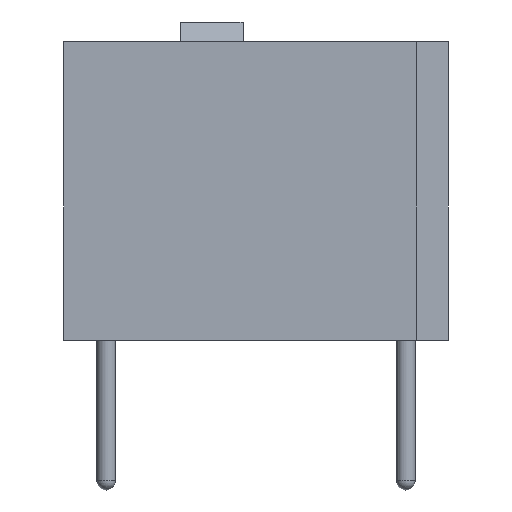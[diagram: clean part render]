
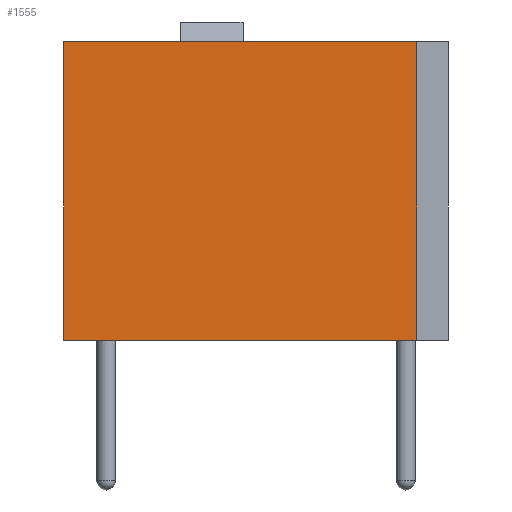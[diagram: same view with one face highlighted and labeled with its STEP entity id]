
A CAD part, left-side view. The second image highlights one B-rep face of the part: STEP entity #1555.
In plain terms, the highlighted planar face has unit normal (-1, 0, 0).
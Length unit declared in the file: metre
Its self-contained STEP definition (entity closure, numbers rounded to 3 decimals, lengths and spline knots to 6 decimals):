
#382=ORIENTED_EDGE('',*,*,#650,.T.);
#383=ORIENTED_EDGE('',*,*,#651,.T.);
#384=ORIENTED_EDGE('',*,*,#624,.F.);
#385=ORIENTED_EDGE('',*,*,#649,.T.);
#624=EDGE_CURVE('',#783,#784,#923,.T.);
#649=EDGE_CURVE('',#783,#806,#948,.T.);
#650=EDGE_CURVE('',#806,#807,#949,.T.);
#651=EDGE_CURVE('',#807,#784,#950,.T.);
#783=VERTEX_POINT('',#2695);
#784=VERTEX_POINT('',#2696);
#806=VERTEX_POINT('',#2744);
#807=VERTEX_POINT('',#2748);
#923=LINE('',#2694,#1082);
#948=LINE('',#2745,#1107);
#949=LINE('',#2747,#1108);
#950=LINE('',#2749,#1109);
#1082=VECTOR('',#2275,1.);
#1107=VECTOR('',#2304,1.);
#1108=VECTOR('',#2307,1.);
#1109=VECTOR('',#2308,1.);
#1237=EDGE_LOOP('',(#382,#383,#384,#385));
#1372=FACE_BOUND('',#1237,.T.);
#1458=PLANE('',#1939);
#1555=ADVANCED_FACE('',(#1372),#1458,.F.);
#1939=AXIS2_PLACEMENT_3D('',#2746,#2305,#2306);
#2275=DIRECTION('',(0.,-1.,0.));
#2304=DIRECTION('',(0.,0.,-1.));
#2305=DIRECTION('',(1.,0.,0.));
#2306=DIRECTION('',(0.,0.,-1.));
#2307=DIRECTION('',(0.,-1.,0.));
#2308=DIRECTION('',(0.,0.,1.));
#2694=CARTESIAN_POINT('',(-0.01125,0.,0.0076));
#2695=CARTESIAN_POINT('',(-0.01125,0.00489,0.0076));
#2696=CARTESIAN_POINT('',(-0.01125,-0.00409,0.0076));
#2744=CARTESIAN_POINT('',(-0.01125,0.00489,0.));
#2745=CARTESIAN_POINT('',(-0.01125,0.00489,0.0076));
#2746=CARTESIAN_POINT('',(-0.01125,0.,0.0076));
#2747=CARTESIAN_POINT('',(-0.01125,0.,0.));
#2748=CARTESIAN_POINT('',(-0.01125,-0.00409,0.));
#2749=CARTESIAN_POINT('',(-0.01125,-0.00409,0.0076));
